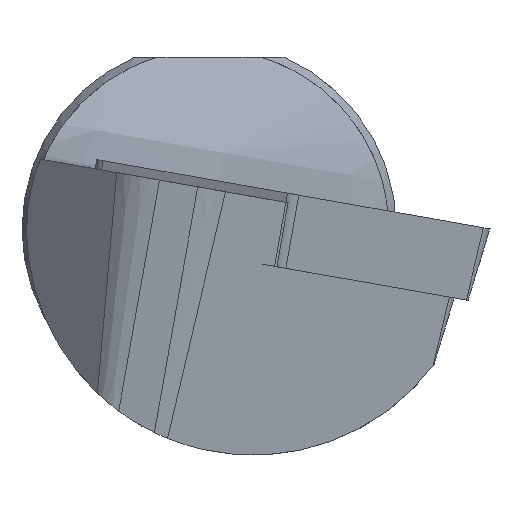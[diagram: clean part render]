
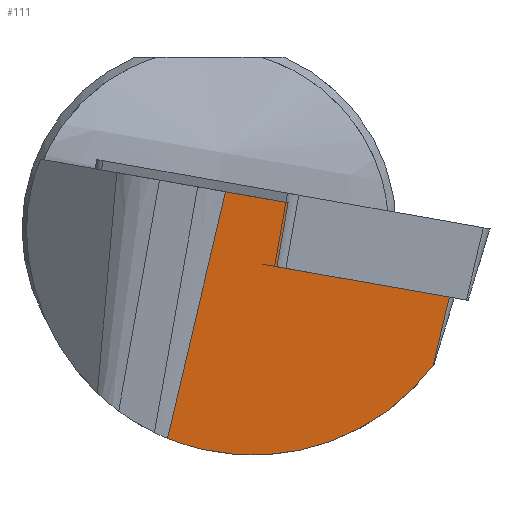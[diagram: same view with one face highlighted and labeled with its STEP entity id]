
A CAD part, left-side view. The second image highlights one B-rep face of the part: STEP entity #111.
In plain terms, the highlighted planar face has unit normal (-0.88, -0.43, -0.2).
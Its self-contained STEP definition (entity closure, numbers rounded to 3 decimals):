
#111=ADVANCED_FACE('',(#168),#149,.T.);
#149=PLANE('',#715);
#168=FACE_OUTER_BOUND('',#205,.T.);
#205=EDGE_LOOP('',(#254,#255,#256,#257,#258,#259));
#244=ELLIPSE('',#714,8.235,7.25);
#254=ORIENTED_EDGE('',*,*,#515,.T.);
#255=ORIENTED_EDGE('',*,*,#516,.T.);
#256=ORIENTED_EDGE('',*,*,#517,.F.);
#257=ORIENTED_EDGE('',*,*,#518,.T.);
#258=ORIENTED_EDGE('',*,*,#519,.F.);
#259=ORIENTED_EDGE('',*,*,#520,.F.);
#450=VERTEX_POINT('',#963);
#451=VERTEX_POINT('',#964);
#452=VERTEX_POINT('',#966);
#453=VERTEX_POINT('',#968);
#454=VERTEX_POINT('',#970);
#455=VERTEX_POINT('',#972);
#515=EDGE_CURVE('',#450,#451,#613,.T.);
#516=EDGE_CURVE('',#451,#452,#614,.T.);
#517=EDGE_CURVE('',#453,#452,#615,.T.);
#518=EDGE_CURVE('',#453,#454,#616,.T.);
#519=EDGE_CURVE('',#455,#454,#244,.T.);
#520=EDGE_CURVE('',#450,#455,#617,.T.);
#613=LINE('',#962,#663);
#614=LINE('',#965,#664);
#615=LINE('',#967,#665);
#616=LINE('',#969,#666);
#617=LINE('',#973,#667);
#663=VECTOR('',#781,1.);
#664=VECTOR('',#782,1.);
#665=VECTOR('',#783,1.);
#666=VECTOR('',#784,1.);
#667=VECTOR('',#787,1.);
#714=AXIS2_PLACEMENT_3D('',#971,#785,#786);
#715=AXIS2_PLACEMENT_3D('',#974,#788,#789);
#781=DIRECTION('',(-0.462,0.874,0.154));
#782=DIRECTION('',(-0.137,-0.172,0.976));
#783=DIRECTION('',(0.462,-0.874,-0.154));
#784=DIRECTION('',(0.108,0.228,-0.968));
#785=DIRECTION('',(0.88,0.43,0.2));
#786=DIRECTION('',(0.474,-0.799,-0.371));
#787=DIRECTION('',(0.108,0.228,-0.968));
#788=DIRECTION('',(-0.88,-0.43,-0.2));
#789=DIRECTION('',(0.439,-0.898,0.));
#962=CARTESIAN_POINT('',(-4.976,10.662,1.051));
#963=CARTESIAN_POINT('',(4.727,-7.694,-2.185));
#964=CARTESIAN_POINT('',(1.806,-2.169,-1.211));
#965=CARTESIAN_POINT('',(1.351,-2.74,2.031));
#966=CARTESIAN_POINT('',(1.518,-2.53,0.837));
#967=CARTESIAN_POINT('',(0.309,-0.241,1.241));
#968=CARTESIAN_POINT('',(0.459,-0.525,1.191));
#969=CARTESIAN_POINT('',(0.426,-0.594,1.483));
#970=CARTESIAN_POINT('',(1.342,1.336,-6.714));
#971=CARTESIAN_POINT('',(1.156,-1.4,0.));
#972=CARTESIAN_POINT('',(4.972,-7.177,-4.38));
#973=CARTESIAN_POINT('',(4.468,-8.24,0.135));
#974=CARTESIAN_POINT('',(-5.235,10.116,3.372));
